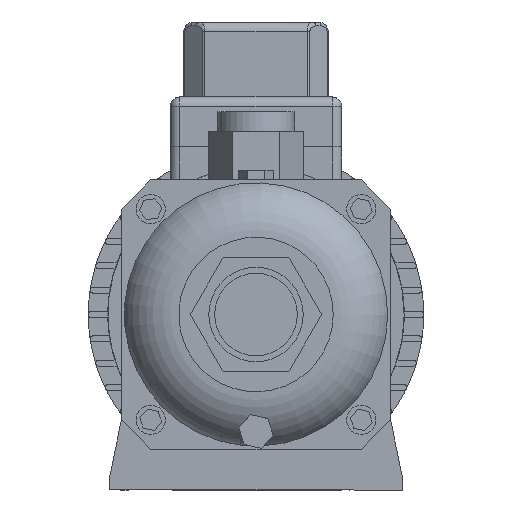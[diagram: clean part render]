
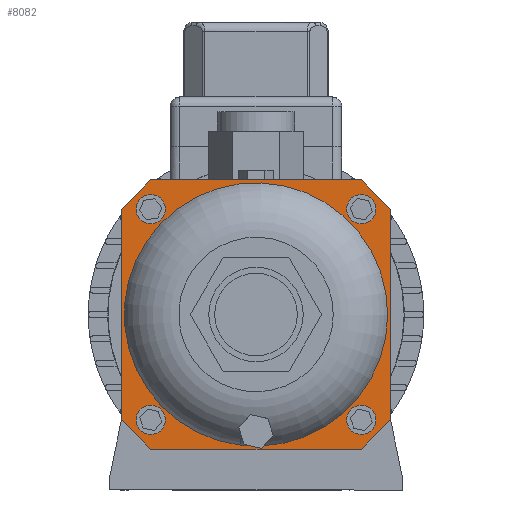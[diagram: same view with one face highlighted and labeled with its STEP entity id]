
A CAD part, left-side view. The second image highlights one B-rep face of the part: STEP entity #8082.
In plain terms, the highlighted planar face has unit normal (-1, 0, 0).
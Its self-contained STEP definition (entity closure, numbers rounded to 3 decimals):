
#164=FACE_BOUND($,#1362,.T.);
#165=FACE_BOUND($,#1363,.T.);
#166=FACE_BOUND($,#1364,.T.);
#167=FACE_BOUND($,#1365,.T.);
#168=FACE_BOUND($,#1366,.T.);
#439=PLANE($,#8844);
#864=FACE_OUTER_BOUND($,#1361,.T.);
#1361=EDGE_LOOP($,(#7080,#7081,#7082,#7083,#7084,#7085,#7086,#7087));
#1362=EDGE_LOOP($,(#7088,#7089));
#1363=EDGE_LOOP($,(#7090));
#1364=EDGE_LOOP($,(#7091));
#1365=EDGE_LOOP($,(#7092));
#1366=EDGE_LOOP($,(#7093));
#1811=CIRCLE($,#8843,7.85);
#1812=CIRCLE($,#8845,67.5);
#1813=CIRCLE($,#8846,7.5);
#1814=CIRCLE($,#8847,7.5);
#1815=CIRCLE($,#8848,7.5);
#1816=CIRCLE($,#8849,7.5);
#2428=LINE($,#13760,#3172);
#2429=LINE($,#13762,#3173);
#2430=LINE($,#13764,#3174);
#2431=LINE($,#13766,#3175);
#2432=LINE($,#13768,#3176);
#2433=LINE($,#13770,#3177);
#2434=LINE($,#13772,#3178);
#2435=LINE($,#13773,#3179);
#3172=VECTOR($,#10815,21.213);
#3173=VECTOR($,#10816,108.);
#3174=VECTOR($,#10817,21.213);
#3175=VECTOR($,#10818,108.);
#3176=VECTOR($,#10819,21.213);
#3177=VECTOR($,#10820,108.);
#3178=VECTOR($,#10821,21.213);
#3179=VECTOR($,#10822,108.);
#3949=VERTEX_POINT($,#13684);
#3950=VERTEX_POINT($,#13685);
#3951=VERTEX_POINT($,#13758);
#3952=VERTEX_POINT($,#13759);
#3953=VERTEX_POINT($,#13761);
#3954=VERTEX_POINT($,#13763);
#3955=VERTEX_POINT($,#13765);
#3956=VERTEX_POINT($,#13767);
#3957=VERTEX_POINT($,#13769);
#3958=VERTEX_POINT($,#13771);
#3959=VERTEX_POINT($,#13775);
#3960=VERTEX_POINT($,#13777);
#3961=VERTEX_POINT($,#13779);
#3962=VERTEX_POINT($,#13781);
#5024=EDGE_CURVE($,#3950,#3949,#1811,.T.);
#5025=EDGE_CURVE($,#3951,#3952,#2428,.T.);
#5026=EDGE_CURVE($,#3951,#3953,#2429,.T.);
#5027=EDGE_CURVE($,#3954,#3953,#2430,.T.);
#5028=EDGE_CURVE($,#3954,#3955,#2431,.T.);
#5029=EDGE_CURVE($,#3956,#3955,#2432,.T.);
#5030=EDGE_CURVE($,#3956,#3957,#2433,.T.);
#5031=EDGE_CURVE($,#3958,#3957,#2434,.T.);
#5032=EDGE_CURVE($,#3958,#3952,#2435,.T.);
#5033=EDGE_CURVE($,#3950,#3949,#1812,.T.);
#5034=EDGE_CURVE($,#3959,#3959,#1813,.T.);
#5035=EDGE_CURVE($,#3960,#3960,#1814,.T.);
#5036=EDGE_CURVE($,#3961,#3961,#1815,.T.);
#5037=EDGE_CURVE($,#3962,#3962,#1816,.T.);
#7080=ORIENTED_EDGE($,*,*,#5025,.F.);
#7081=ORIENTED_EDGE($,*,*,#5026,.T.);
#7082=ORIENTED_EDGE($,*,*,#5027,.F.);
#7083=ORIENTED_EDGE($,*,*,#5028,.T.);
#7084=ORIENTED_EDGE($,*,*,#5029,.F.);
#7085=ORIENTED_EDGE($,*,*,#5030,.T.);
#7086=ORIENTED_EDGE($,*,*,#5031,.F.);
#7087=ORIENTED_EDGE($,*,*,#5032,.T.);
#7088=ORIENTED_EDGE($,*,*,#5024,.T.);
#7089=ORIENTED_EDGE($,*,*,#5033,.F.);
#7090=ORIENTED_EDGE($,*,*,#5034,.T.);
#7091=ORIENTED_EDGE($,*,*,#5035,.T.);
#7092=ORIENTED_EDGE($,*,*,#5036,.T.);
#7093=ORIENTED_EDGE($,*,*,#5037,.T.);
#8082=ADVANCED_FACE($,(#864,#164,#165,#166,#167,#168),#439,.T.);
#8843=AXIS2_PLACEMENT_3D($,#13756,#10811,#10812);
#8844=AXIS2_PLACEMENT_3D($,#13757,#10813,#10814);
#8845=AXIS2_PLACEMENT_3D($,#13774,#10823,#10824);
#8846=AXIS2_PLACEMENT_3D($,#13776,#10825,#10826);
#8847=AXIS2_PLACEMENT_3D($,#13778,#10827,#10828);
#8848=AXIS2_PLACEMENT_3D($,#13780,#10829,#10830);
#8849=AXIS2_PLACEMENT_3D($,#13782,#10831,#10832);
#10811=DIRECTION('center_axis',(1.,0.,0.));
#10812=DIRECTION('ref_axis',(0.,1.,0.));
#10813=DIRECTION('center_axis',(-1.,0.,0.));
#10814=DIRECTION('ref_axis',(0.,-1.,0.));
#10815=DIRECTION($,(0.,0.707,0.707));
#10816=DIRECTION($,(0.,-1.,0.));
#10817=DIRECTION($,(0.,0.707,-0.707));
#10818=DIRECTION($,(0.,0.,1.));
#10819=DIRECTION($,(0.,-0.707,-0.707));
#10820=DIRECTION($,(0.,1.,0.));
#10821=DIRECTION($,(0.,-0.707,0.707));
#10822=DIRECTION($,(0.,0.,-1.));
#10823=DIRECTION('center_axis',(-1.,0.,0.));
#10824=DIRECTION('ref_axis',(0.,-1.,0.));
#10825=DIRECTION('center_axis',(1.,0.,0.));
#10826=DIRECTION('ref_axis',(0.,1.,0.));
#10827=DIRECTION('center_axis',(1.,0.,0.));
#10828=DIRECTION('ref_axis',(0.,1.,0.));
#10829=DIRECTION('center_axis',(1.,0.,0.));
#10830=DIRECTION('ref_axis',(0.,1.,0.));
#10831=DIRECTION('center_axis',(1.,0.,0.));
#10832=DIRECTION('ref_axis',(0.,1.,0.));
#13684=CARTESIAN_POINT('',(-149.455,2.458,22.545));
#13685=CARTESIAN_POINT('',(-149.455,-2.458,22.545));
#13756=CARTESIAN_POINT('Origin',(-149.455,0.,30.));
#13757=CARTESIAN_POINT('Origin',(-149.455,0.,90.));
#13758=CARTESIAN_POINT('',(-149.455,54.,21.));
#13759=CARTESIAN_POINT('',(-149.455,69.,36.));
#13760=CARTESIAN_POINT($,(-149.455,61.5,28.5));
#13761=CARTESIAN_POINT('',(-149.455,-54.,21.));
#13762=CARTESIAN_POINT($,(-149.455,69.,21.));
#13763=CARTESIAN_POINT('',(-149.455,-69.,36.));
#13764=CARTESIAN_POINT($,(-149.455,-61.5,28.5));
#13765=CARTESIAN_POINT('',(-149.455,-69.,144.));
#13766=CARTESIAN_POINT($,(-149.455,-69.,21.));
#13767=CARTESIAN_POINT('',(-149.455,-54.,159.));
#13768=CARTESIAN_POINT($,(-149.455,-61.5,151.5));
#13769=CARTESIAN_POINT('',(-149.455,54.,159.));
#13770=CARTESIAN_POINT($,(-149.455,-69.,159.));
#13771=CARTESIAN_POINT('',(-149.455,69.,144.));
#13772=CARTESIAN_POINT($,(-149.455,61.5,151.5));
#13773=CARTESIAN_POINT($,(-149.455,69.,159.));
#13774=CARTESIAN_POINT('Origin',(-149.455,0.,90.));
#13775=CARTESIAN_POINT('',(-149.455,46.5,144.));
#13776=CARTESIAN_POINT('Origin',(-149.455,54.,144.));
#13777=CARTESIAN_POINT('',(-149.455,-61.5,144.));
#13778=CARTESIAN_POINT('Origin',(-149.455,-54.,144.));
#13779=CARTESIAN_POINT('',(-149.455,46.5,36.));
#13780=CARTESIAN_POINT('Origin',(-149.455,54.,36.));
#13781=CARTESIAN_POINT('',(-149.455,-61.5,36.));
#13782=CARTESIAN_POINT('Origin',(-149.455,-54.,36.));
